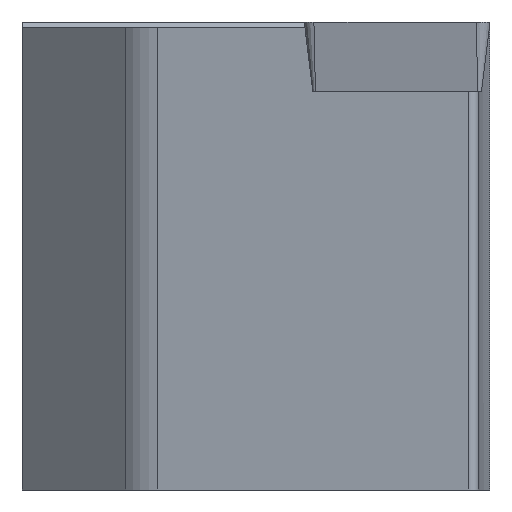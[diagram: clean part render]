
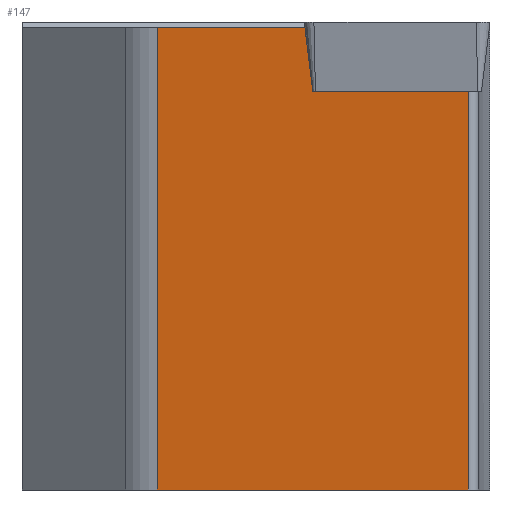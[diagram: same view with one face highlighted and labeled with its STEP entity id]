
A CAD part, left-side view. The second image highlights one B-rep face of the part: STEP entity #147.
In plain terms, the highlighted planar face has unit normal (-0.985, 0.174, 0).
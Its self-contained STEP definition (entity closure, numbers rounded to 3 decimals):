
#147=ADVANCED_FACE('',(#192),#171,.F.);
#171=PLANE('',#590);
#192=FACE_OUTER_BOUND('',#218,.T.);
#218=EDGE_LOOP('',(#289,#290,#291,#292,#293,#294));
#289=ORIENTED_EDGE('',*,*,#441,.T.);
#290=ORIENTED_EDGE('',*,*,#442,.T.);
#291=ORIENTED_EDGE('',*,*,#434,.T.);
#292=ORIENTED_EDGE('',*,*,#443,.T.);
#293=ORIENTED_EDGE('',*,*,#422,.F.);
#294=ORIENTED_EDGE('',*,*,#440,.F.);
#376=VERTEX_POINT('',#779);
#377=VERTEX_POINT('',#781);
#381=VERTEX_POINT('',#794);
#385=VERTEX_POINT('',#803);
#388=VERTEX_POINT('',#815);
#389=VERTEX_POINT('',#819);
#422=EDGE_CURVE('',#376,#377,#485,.T.);
#434=EDGE_CURVE('',#381,#385,#493,.T.);
#440=EDGE_CURVE('',#388,#376,#498,.T.);
#441=EDGE_CURVE('',#388,#389,#499,.T.);
#442=EDGE_CURVE('',#389,#381,#500,.T.);
#443=EDGE_CURVE('',#385,#377,#501,.T.);
#485=LINE('',#780,#535);
#493=LINE('',#804,#543);
#498=LINE('',#816,#548);
#499=LINE('',#818,#549);
#500=LINE('',#820,#550);
#501=LINE('',#821,#551);
#535=VECTOR('',#639,1.);
#543=VECTOR('',#661,1.);
#548=VECTOR('',#674,1.);
#549=VECTOR('',#677,1.);
#550=VECTOR('',#678,1.);
#551=VECTOR('',#679,1.);
#590=AXIS2_PLACEMENT_3D('',#822,#680,#681);
#639=DIRECTION('',(0.174,0.985,0.));
#661=DIRECTION('',(0.174,0.985,0.));
#674=DIRECTION('',(0.,0.,-1.));
#677=DIRECTION('',(0.174,0.985,0.));
#678=DIRECTION('',(0.021,0.122,0.992));
#679=DIRECTION('',(0.,0.,-1.));
#680=DIRECTION('',(0.985,-0.174,0.));
#681=DIRECTION('',(0.174,0.985,0.));
#779=CARTESIAN_POINT('',(0.53,-15.256,-16.));
#780=CARTESIAN_POINT('',(3.122,-0.551,-16.));
#781=CARTESIAN_POINT('',(2.405,-4.621,-16.));
#794=CARTESIAN_POINT('',(1.514,-9.675,-0.2));
#803=CARTESIAN_POINT('',(2.405,-4.621,-0.2));
#804=CARTESIAN_POINT('',(3.122,-0.551,-0.2));
#815=CARTESIAN_POINT('',(0.53,-15.256,-2.38));
#816=CARTESIAN_POINT('',(0.53,-15.256,159.039));
#818=CARTESIAN_POINT('',(2.405,-4.621,-2.38));
#819=CARTESIAN_POINT('',(1.466,-9.942,-2.38));
#820=CARTESIAN_POINT('',(4.922,9.656,157.232));
#821=CARTESIAN_POINT('',(2.405,-4.621,159.039));
#822=CARTESIAN_POINT('',(2.405,-4.621,159.039));
